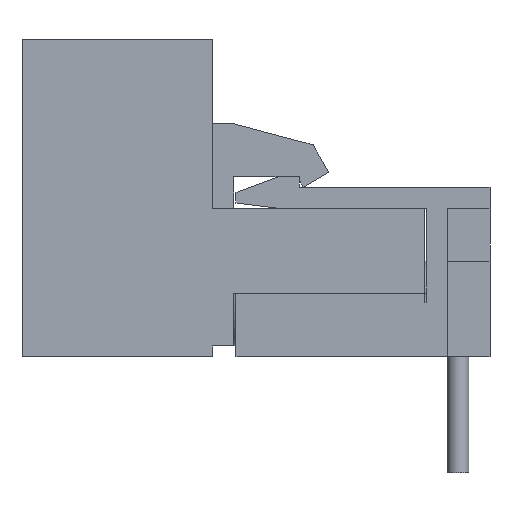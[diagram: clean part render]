
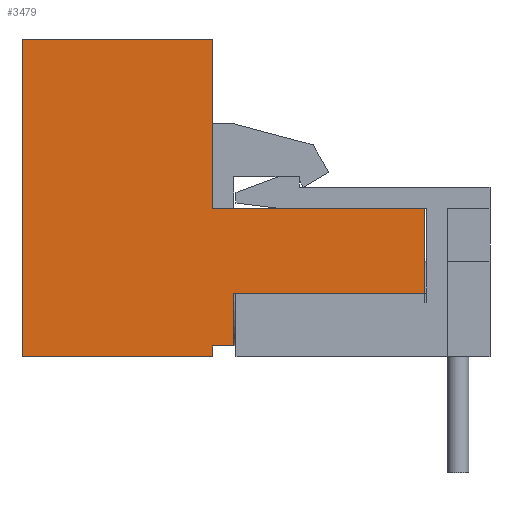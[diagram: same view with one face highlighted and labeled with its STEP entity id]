
A CAD part, front view. The second image highlights one B-rep face of the part: STEP entity #3479.
In plain terms, the highlighted planar face has unit normal (0, -1, 0).
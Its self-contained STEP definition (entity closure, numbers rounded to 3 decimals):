
#3065 = VERTEX_POINT('',#3066);
#3066 = CARTESIAN_POINT('',(3.195,150.,18.805));
#3073 = EDGE_CURVE('',#3074,#3065,#3076,.T.);
#3074 = VERTEX_POINT('',#3075);
#3075 = CARTESIAN_POINT('',(-5.805,150.,18.805));
#3076 = LINE('',#3077,#3078);
#3077 = CARTESIAN_POINT('',(3.195,150.,18.805));
#3078 = VECTOR('',#3079,1.);
#3079 = DIRECTION('',(1.,0.,0.));
#3461 = EDGE_CURVE('',#3074,#3462,#3464,.T.);
#3462 = VERTEX_POINT('',#3463);
#3463 = CARTESIAN_POINT('',(-5.805,150.,16.305));
#3464 = LINE('',#3465,#3466);
#3465 = CARTESIAN_POINT('',(-5.805,150.,19.555));
#3466 = VECTOR('',#3467,1.);
#3467 = DIRECTION('',(0.,0.,-1.));
#3479 = ADVANCED_FACE('',(#3480),#3546,.T.);
#3480 = FACE_BOUND('',#3481,.T.);
#3481 = EDGE_LOOP('',(#3482,#3492,#3498,#3499,#3500,#3508,#3516,#3524,
    #3532,#3540));
#3482 = ORIENTED_EDGE('',*,*,#3483,.T.);
#3483 = EDGE_CURVE('',#3484,#3486,#3488,.T.);
#3484 = VERTEX_POINT('',#3485);
#3485 = CARTESIAN_POINT('',(-6.805,150.,15.805));
#3486 = VERTEX_POINT('',#3487);
#3487 = CARTESIAN_POINT('',(-6.805,150.,16.305));
#3488 = LINE('',#3489,#3490);
#3489 = CARTESIAN_POINT('',(-6.805,150.,30.805));
#3490 = VECTOR('',#3491,1.);
#3491 = DIRECTION('',(0.,0.,1.));
#3492 = ORIENTED_EDGE('',*,*,#3493,.F.);
#3493 = EDGE_CURVE('',#3462,#3486,#3494,.T.);
#3494 = LINE('',#3495,#3496);
#3495 = CARTESIAN_POINT('',(-11.305,150.,16.305));
#3496 = VECTOR('',#3497,1.);
#3497 = DIRECTION('',(-1.,0.,0.));
#3498 = ORIENTED_EDGE('',*,*,#3461,.F.);
#3499 = ORIENTED_EDGE('',*,*,#3073,.T.);
#3500 = ORIENTED_EDGE('',*,*,#3501,.F.);
#3501 = EDGE_CURVE('',#3502,#3065,#3504,.T.);
#3502 = VERTEX_POINT('',#3503);
#3503 = CARTESIAN_POINT('',(3.195,150.,22.805));
#3504 = LINE('',#3505,#3506);
#3505 = CARTESIAN_POINT('',(3.195,150.,19.555));
#3506 = VECTOR('',#3507,1.);
#3507 = DIRECTION('',(0.,0.,-1.));
#3508 = ORIENTED_EDGE('',*,*,#3509,.F.);
#3509 = EDGE_CURVE('',#3510,#3502,#3512,.T.);
#3510 = VERTEX_POINT('',#3511);
#3511 = CARTESIAN_POINT('',(-6.805,150.,22.805));
#3512 = LINE('',#3513,#3514);
#3513 = CARTESIAN_POINT('',(-11.305,150.,22.805));
#3514 = VECTOR('',#3515,1.);
#3515 = DIRECTION('',(1.,0.,0.));
#3516 = ORIENTED_EDGE('',*,*,#3517,.T.);
#3517 = EDGE_CURVE('',#3510,#3518,#3520,.T.);
#3518 = VERTEX_POINT('',#3519);
#3519 = CARTESIAN_POINT('',(-6.805,150.,30.805));
#3520 = LINE('',#3521,#3522);
#3521 = CARTESIAN_POINT('',(-6.805,150.,30.805));
#3522 = VECTOR('',#3523,1.);
#3523 = DIRECTION('',(0.,0.,1.));
#3524 = ORIENTED_EDGE('',*,*,#3525,.F.);
#3525 = EDGE_CURVE('',#3526,#3518,#3528,.T.);
#3526 = VERTEX_POINT('',#3527);
#3527 = CARTESIAN_POINT('',(-15.805,150.,30.805));
#3528 = LINE('',#3529,#3530);
#3529 = CARTESIAN_POINT('',(-15.805,150.,30.805));
#3530 = VECTOR('',#3531,1.);
#3531 = DIRECTION('',(1.,0.,0.));
#3532 = ORIENTED_EDGE('',*,*,#3533,.T.);
#3533 = EDGE_CURVE('',#3526,#3534,#3536,.T.);
#3534 = VERTEX_POINT('',#3535);
#3535 = CARTESIAN_POINT('',(-15.805,150.,15.805));
#3536 = LINE('',#3537,#3538);
#3537 = CARTESIAN_POINT('',(-15.805,150.,30.805));
#3538 = VECTOR('',#3539,1.);
#3539 = DIRECTION('',(0.,0.,-1.));
#3540 = ORIENTED_EDGE('',*,*,#3541,.T.);
#3541 = EDGE_CURVE('',#3534,#3484,#3542,.T.);
#3542 = LINE('',#3543,#3544);
#3543 = CARTESIAN_POINT('',(-15.805,150.,15.805));
#3544 = VECTOR('',#3545,1.);
#3545 = DIRECTION('',(1.,0.,0.));
#3546 = PLANE('',#3547);
#3547 = AXIS2_PLACEMENT_3D('',#3548,#3549,#3550);
#3548 = CARTESIAN_POINT('',(-15.805,150.,23.305));
#3549 = DIRECTION('',(0.,-1.,0.));
#3550 = DIRECTION('',(0.,0.,-1.));
